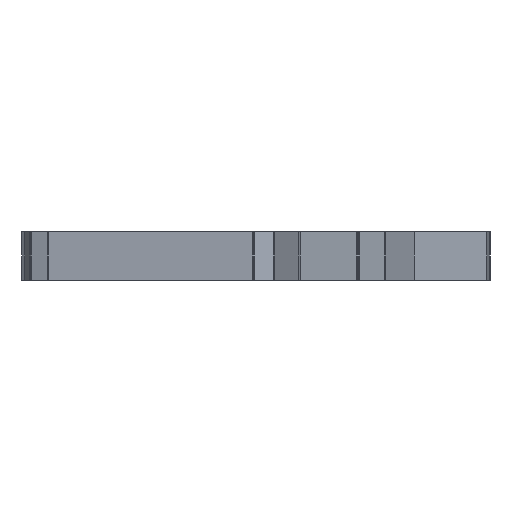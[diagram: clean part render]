
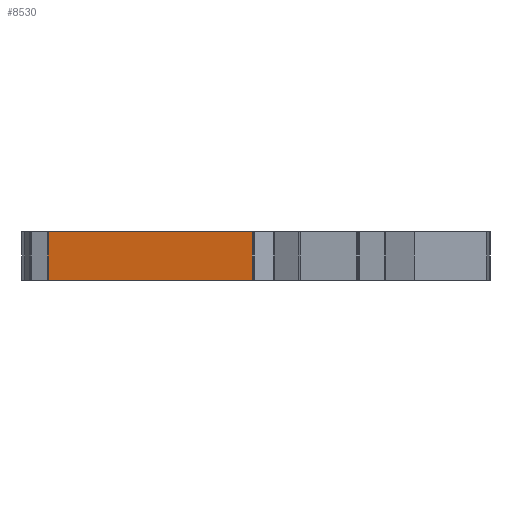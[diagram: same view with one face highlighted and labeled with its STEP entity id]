
A CAD part, left-side view. The second image highlights one B-rep face of the part: STEP entity #8530.
In plain terms, the highlighted planar face has unit normal (-0.987, 0.164, 0).
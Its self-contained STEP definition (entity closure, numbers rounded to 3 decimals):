
#18=FACE_OUTER_BOUND('',#446,.T.);
#446=EDGE_LOOP('',(#5552,#5553,#5554,#5555));
#877=LINE('',#11525,#2152);
#878=LINE('',#11527,#2153);
#879=LINE('',#11529,#2154);
#880=LINE('',#11530,#2155);
#2152=VECTOR('',#9392,10.);
#2153=VECTOR('',#9393,10.);
#2154=VECTOR('',#9394,10.);
#2155=VECTOR('',#9395,10.);
#3427=VERTEX_POINT('',#11523);
#3428=VERTEX_POINT('',#11524);
#3429=VERTEX_POINT('',#11526);
#3430=VERTEX_POINT('',#11528);
#4277=EDGE_CURVE('',#3427,#3428,#877,.T.);
#4278=EDGE_CURVE('',#3428,#3429,#878,.T.);
#4279=EDGE_CURVE('',#3430,#3429,#879,.T.);
#4280=EDGE_CURVE('',#3427,#3430,#880,.T.);
#5552=ORIENTED_EDGE('',*,*,#4277,.T.);
#5553=ORIENTED_EDGE('',*,*,#4278,.T.);
#5554=ORIENTED_EDGE('',*,*,#4279,.F.);
#5555=ORIENTED_EDGE('',*,*,#4280,.F.);
#8102=PLANE('',#8960);
#8530=ADVANCED_FACE('',(#18),#8102,.T.);
#8960=AXIS2_PLACEMENT_3D('',#11522,#9390,#9391);
#9390=DIRECTION('center_axis',(-0.986,0.164,0.));
#9391=DIRECTION('ref_axis',(0.,0.,1.));
#9392=DIRECTION('',(0.,0.,1.));
#9393=DIRECTION('',(0.164,0.986,0.));
#9394=DIRECTION('',(0.,0.,1.));
#9395=DIRECTION('',(0.164,0.986,0.));
#11522=CARTESIAN_POINT('Origin',(65.567,-107.043,13.546));
#11523=CARTESIAN_POINT('',(60.855,-135.386,0.));
#11524=CARTESIAN_POINT('',(60.855,-135.386,13.546));
#11525=CARTESIAN_POINT('',(60.855,-135.386,0.));
#11526=CARTESIAN_POINT('',(70.279,-78.699,13.546));
#11527=CARTESIAN_POINT('',(60.855,-135.386,13.546));
#11528=CARTESIAN_POINT('',(70.279,-78.699,0.));
#11529=CARTESIAN_POINT('',(70.279,-78.699,0.));
#11530=CARTESIAN_POINT('',(60.855,-135.386,0.));
